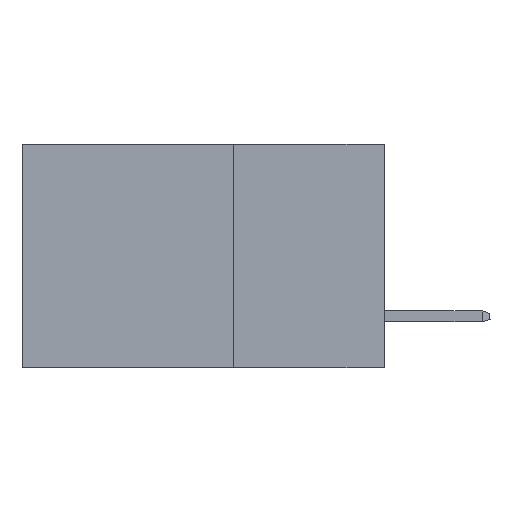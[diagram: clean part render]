
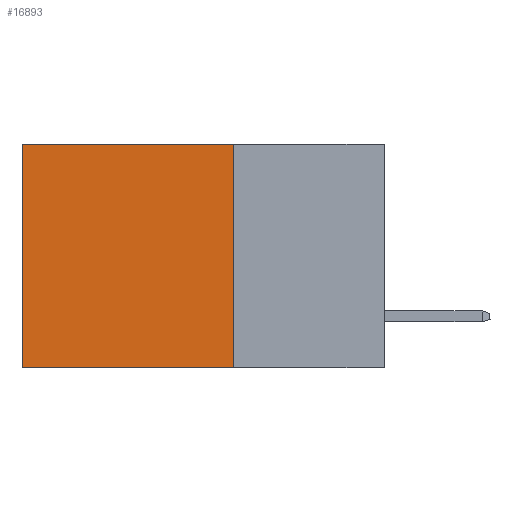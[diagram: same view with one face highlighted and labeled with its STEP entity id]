
A CAD part, left-side view. The second image highlights one B-rep face of the part: STEP entity #16893.
In plain terms, the highlighted planar face has unit normal (-1, 0, 0).
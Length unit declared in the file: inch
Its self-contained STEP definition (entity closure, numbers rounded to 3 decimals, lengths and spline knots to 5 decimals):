
#930 = CARTESIAN_POINT ( 'NONE',  ( 0.298, 0.25, -0.37 ) ) ;
#1756 = VERTEX_POINT ( 'NONE', #930 ) ;
#1934 = DIRECTION ( 'NONE',  ( 0., 0., -1. ) ) ;
#3131 = ORIENTED_EDGE ( 'NONE', *, *, #12183, .F. ) ;
#3609 = CARTESIAN_POINT ( 'NONE',  ( 0.298, 0.25, 0. ) ) ;
#3931 = VECTOR ( 'NONE', #10615, 39.37008 ) ;
#4987 = CARTESIAN_POINT ( 'NONE',  ( 0.298, 0.25, 0. ) ) ;
#5721 = CARTESIAN_POINT ( 'NONE',  ( 0.298, 0.25, -0.37 ) ) ;
#5782 = VECTOR ( 'NONE', #7698, 39.37008 ) ;
#6124 = CARTESIAN_POINT ( 'NONE',  ( 0.298, 0.6, 0. ) ) ;
#6415 = VERTEX_POINT ( 'NONE', #16164 ) ;
#7698 = DIRECTION ( 'NONE',  ( 0., 0., -1. ) ) ;
#8068 = PLANE ( 'NONE',  #15150 ) ;
#9034 = CARTESIAN_POINT ( 'NONE',  ( 0.298, 0.25, 0. ) ) ;
#9636 = LINE ( 'NONE', #3609, #10130 ) ;
#9863 = LINE ( 'NONE', #5721, #12817 ) ;
#10072 = ORIENTED_EDGE ( 'NONE', *, *, #12442, .F. ) ;
#10130 = VECTOR ( 'NONE', #1934, 39.37008 ) ;
#10615 = DIRECTION ( 'NONE',  ( 0., 1., 0. ) ) ;
#10914 = ORIENTED_EDGE ( 'NONE', *, *, #13186, .T. ) ;
#11027 = DIRECTION ( 'NONE',  ( 0., 0., -1. ) ) ;
#11122 = VERTEX_POINT ( 'NONE', #17818 ) ;
#11771 = EDGE_LOOP ( 'NONE', ( #14507, #10072, #3131, #10914 ) ) ;
#12183 = EDGE_CURVE ( 'NONE', #15762, #1756, #9636, .T. ) ;
#12442 = EDGE_CURVE ( 'NONE', #1756, #11122, #9863, .T. ) ;
#12817 = VECTOR ( 'NONE', #16679, 39.37008 ) ;
#13186 = EDGE_CURVE ( 'NONE', #15762, #6415, #15973, .T. ) ;
#14166 = FACE_OUTER_BOUND ( 'NONE', #11771, .T. ) ;
#14507 = ORIENTED_EDGE ( 'NONE', *, *, #18059, .T. ) ;
#15150 = AXIS2_PLACEMENT_3D ( 'NONE', #4987, #17376, #11027 ) ;
#15762 = VERTEX_POINT ( 'NONE', #19584 ) ;
#15973 = LINE ( 'NONE', #9034, #3931 ) ;
#16164 = CARTESIAN_POINT ( 'NONE',  ( 0.298, 0.6, 0. ) ) ;
#16679 = DIRECTION ( 'NONE',  ( 0., 1., 0. ) ) ;
#16893 = ADVANCED_FACE ( 'NONE', ( #14166 ), #8068, .F. ) ;
#17376 = DIRECTION ( 'NONE',  ( 1., 0., 0. ) ) ;
#17818 = CARTESIAN_POINT ( 'NONE',  ( 0.298, 0.6, -0.37 ) ) ;
#18059 = EDGE_CURVE ( 'NONE', #6415, #11122, #19728, .T. ) ;
#19584 = CARTESIAN_POINT ( 'NONE',  ( 0.298, 0.25, 0. ) ) ;
#19728 = LINE ( 'NONE', #6124, #5782 ) ;
